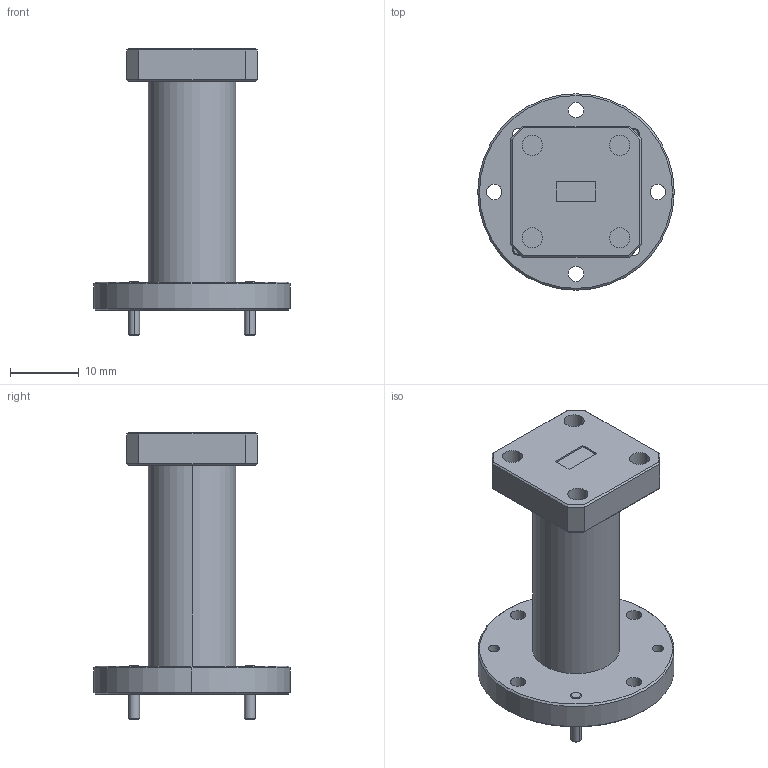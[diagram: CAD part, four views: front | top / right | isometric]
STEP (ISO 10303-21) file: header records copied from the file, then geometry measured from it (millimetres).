
FILE_DESCRIPTION (( 'STEP AP214' ), '1' );
FILE_NAME ('WT-QU-A-599, Defeatured.STEP', '2022-06-07T19:59:41', ( '' ), ( '' ), 'SwSTEP 2.0', 'SolidWorks 2021', '' );
FILE_SCHEMA (( 'AUTOMOTIVE_DESIGN' ));
Length unit declared in the file: inch
Products named in the file (1): WT-QU-A-599, Defeatured
Bounding box: 28.57 x 28.57 x 41.83 mm (x, y, z)
Volume: 7575.4 mm3; surface area: 4385.8 mm2
Topology: 3 solids, 3 shells, 113 faces, 272 edges, 168 vertices
Faces by surface type: plane 47, cylinder 46, cone 20
Entity records: 4821 total; most frequent: DIRECTION 620, CARTESIAN_POINT 554, ORIENTED_EDGE 544, EDGE_CURVE 272, AXIS2_PLACEMENT_3D 234, VERTEX_POINT 168, VECTOR 152, LINE 152
